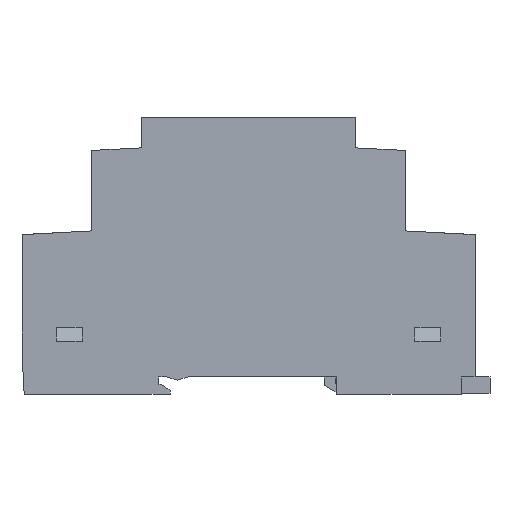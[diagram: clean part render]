
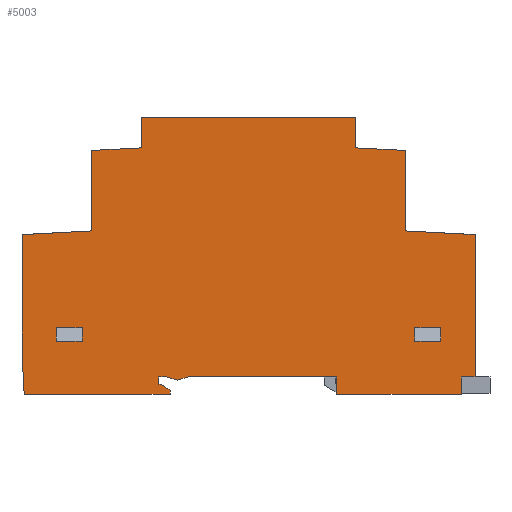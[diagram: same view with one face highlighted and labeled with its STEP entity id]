
A CAD part, left-side view. The second image highlights one B-rep face of the part: STEP entity #5003.
In plain terms, the highlighted planar face has unit normal (-1, 0, 0).
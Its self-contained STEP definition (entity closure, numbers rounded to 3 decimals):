
#336=ORIENTED_EDGE('',*,*,#1818,.T.);
#337=ORIENTED_EDGE('',*,*,#1819,.T.);
#338=ORIENTED_EDGE('',*,*,#1820,.F.);
#339=ORIENTED_EDGE('',*,*,#1821,.F.);
#340=ORIENTED_EDGE('',*,*,#1822,.F.);
#341=ORIENTED_EDGE('',*,*,#1823,.F.);
#342=ORIENTED_EDGE('',*,*,#1824,.F.);
#343=ORIENTED_EDGE('',*,*,#1825,.F.);
#344=ORIENTED_EDGE('',*,*,#1826,.F.);
#345=ORIENTED_EDGE('',*,*,#1827,.F.);
#346=ORIENTED_EDGE('',*,*,#1828,.F.);
#347=ORIENTED_EDGE('',*,*,#1829,.F.);
#348=ORIENTED_EDGE('',*,*,#1830,.F.);
#349=ORIENTED_EDGE('',*,*,#1831,.F.);
#350=ORIENTED_EDGE('',*,*,#1832,.F.);
#351=ORIENTED_EDGE('',*,*,#1833,.F.);
#352=ORIENTED_EDGE('',*,*,#1834,.F.);
#353=ORIENTED_EDGE('',*,*,#1835,.F.);
#354=ORIENTED_EDGE('',*,*,#1836,.F.);
#355=ORIENTED_EDGE('',*,*,#1837,.F.);
#356=ORIENTED_EDGE('',*,*,#1838,.F.);
#357=ORIENTED_EDGE('',*,*,#1839,.F.);
#358=ORIENTED_EDGE('',*,*,#1811,.F.);
#359=ORIENTED_EDGE('',*,*,#1840,.F.);
#360=ORIENTED_EDGE('',*,*,#1841,.F.);
#361=ORIENTED_EDGE('',*,*,#1842,.F.);
#362=ORIENTED_EDGE('',*,*,#1843,.F.);
#363=ORIENTED_EDGE('',*,*,#1844,.F.);
#364=ORIENTED_EDGE('',*,*,#1845,.F.);
#365=ORIENTED_EDGE('',*,*,#1846,.T.);
#366=ORIENTED_EDGE('',*,*,#1847,.T.);
#367=ORIENTED_EDGE('',*,*,#1848,.F.);
#368=ORIENTED_EDGE('',*,*,#1849,.F.);
#1811=EDGE_CURVE('',#2550,#2548,#3037,.T.);
#1818=EDGE_CURVE('',#2557,#2558,#3043,.T.);
#1819=EDGE_CURVE('',#2558,#2559,#3044,.T.);
#1820=EDGE_CURVE('',#2560,#2559,#3045,.T.);
#1821=EDGE_CURVE('',#2557,#2560,#3046,.T.);
#1822=EDGE_CURVE('',#2561,#2562,#3047,.T.);
#1823=EDGE_CURVE('',#2563,#2561,#3048,.T.);
#1824=EDGE_CURVE('',#2564,#2563,#3049,.T.);
#1825=EDGE_CURVE('',#2565,#2564,#3050,.T.);
#1826=EDGE_CURVE('',#2566,#2565,#3051,.T.);
#1827=EDGE_CURVE('',#2567,#2566,#3052,.T.);
#1828=EDGE_CURVE('',#2568,#2567,#3053,.T.);
#1829=EDGE_CURVE('',#2569,#2568,#3054,.T.);
#1830=EDGE_CURVE('',#2570,#2569,#3055,.T.);
#1831=EDGE_CURVE('',#2571,#2570,#3056,.T.);
#1832=EDGE_CURVE('',#2572,#2571,#3057,.T.);
#1833=EDGE_CURVE('',#2573,#2572,#3058,.T.);
#1834=EDGE_CURVE('',#2574,#2573,#3059,.T.);
#1835=EDGE_CURVE('',#2575,#2574,#3060,.T.);
#1836=EDGE_CURVE('',#2576,#2575,#3061,.T.);
#1837=EDGE_CURVE('',#2577,#2576,#3062,.T.);
#1838=EDGE_CURVE('',#2578,#2577,#3063,.T.);
#1839=EDGE_CURVE('',#2548,#2578,#3064,.T.);
#1840=EDGE_CURVE('',#2579,#2550,#3065,.T.);
#1841=EDGE_CURVE('',#2580,#2579,#3066,.T.);
#1842=EDGE_CURVE('',#2581,#2580,#3067,.T.);
#1843=EDGE_CURVE('',#2582,#2581,#3068,.T.);
#1844=EDGE_CURVE('',#2583,#2582,#3069,.T.);
#1845=EDGE_CURVE('',#2562,#2583,#3070,.T.);
#1846=EDGE_CURVE('',#2584,#2585,#3071,.T.);
#1847=EDGE_CURVE('',#2585,#2586,#3072,.T.);
#1848=EDGE_CURVE('',#2587,#2586,#3073,.T.);
#1849=EDGE_CURVE('',#2584,#2587,#3074,.T.);
#2548=VERTEX_POINT('',#7360);
#2550=VERTEX_POINT('',#7364);
#2557=VERTEX_POINT('',#7382);
#2558=VERTEX_POINT('',#7383);
#2559=VERTEX_POINT('',#7385);
#2560=VERTEX_POINT('',#7387);
#2561=VERTEX_POINT('',#7390);
#2562=VERTEX_POINT('',#7391);
#2563=VERTEX_POINT('',#7393);
#2564=VERTEX_POINT('',#7395);
#2565=VERTEX_POINT('',#7397);
#2566=VERTEX_POINT('',#7399);
#2567=VERTEX_POINT('',#7401);
#2568=VERTEX_POINT('',#7403);
#2569=VERTEX_POINT('',#7405);
#2570=VERTEX_POINT('',#7407);
#2571=VERTEX_POINT('',#7409);
#2572=VERTEX_POINT('',#7411);
#2573=VERTEX_POINT('',#7413);
#2574=VERTEX_POINT('',#7415);
#2575=VERTEX_POINT('',#7417);
#2576=VERTEX_POINT('',#7419);
#2577=VERTEX_POINT('',#7421);
#2578=VERTEX_POINT('',#7423);
#2579=VERTEX_POINT('',#7426);
#2580=VERTEX_POINT('',#7428);
#2581=VERTEX_POINT('',#7430);
#2582=VERTEX_POINT('',#7432);
#2583=VERTEX_POINT('',#7434);
#2584=VERTEX_POINT('',#7437);
#2585=VERTEX_POINT('',#7438);
#2586=VERTEX_POINT('',#7440);
#2587=VERTEX_POINT('',#7442);
#3037=LINE('',#7365,#3633);
#3043=LINE('',#7381,#3639);
#3044=LINE('',#7384,#3640);
#3045=LINE('',#7386,#3641);
#3046=LINE('',#7388,#3642);
#3047=LINE('',#7389,#3643);
#3048=LINE('',#7392,#3644);
#3049=LINE('',#7394,#3645);
#3050=LINE('',#7396,#3646);
#3051=LINE('',#7398,#3647);
#3052=LINE('',#7400,#3648);
#3053=LINE('',#7402,#3649);
#3054=LINE('',#7404,#3650);
#3055=LINE('',#7406,#3651);
#3056=LINE('',#7408,#3652);
#3057=LINE('',#7410,#3653);
#3058=LINE('',#7412,#3654);
#3059=LINE('',#7414,#3655);
#3060=LINE('',#7416,#3656);
#3061=LINE('',#7418,#3657);
#3062=LINE('',#7420,#3658);
#3063=LINE('',#7422,#3659);
#3064=LINE('',#7424,#3660);
#3065=LINE('',#7425,#3661);
#3066=LINE('',#7427,#3662);
#3067=LINE('',#7429,#3663);
#3068=LINE('',#7431,#3664);
#3069=LINE('',#7433,#3665);
#3070=LINE('',#7435,#3666);
#3071=LINE('',#7436,#3667);
#3072=LINE('',#7439,#3668);
#3073=LINE('',#7441,#3669);
#3074=LINE('',#7443,#3670);
#3633=VECTOR('',#5840,1000.);
#3639=VECTOR('',#5854,1000.);
#3640=VECTOR('',#5855,1000.);
#3641=VECTOR('',#5856,1000.);
#3642=VECTOR('',#5857,1000.);
#3643=VECTOR('',#5858,1000.);
#3644=VECTOR('',#5859,1000.);
#3645=VECTOR('',#5860,1000.);
#3646=VECTOR('',#5861,1000.);
#3647=VECTOR('',#5862,1000.);
#3648=VECTOR('',#5863,1000.);
#3649=VECTOR('',#5864,1000.);
#3650=VECTOR('',#5865,1000.);
#3651=VECTOR('',#5866,1000.);
#3652=VECTOR('',#5867,1000.);
#3653=VECTOR('',#5868,1000.);
#3654=VECTOR('',#5869,1000.);
#3655=VECTOR('',#5870,1000.);
#3656=VECTOR('',#5871,1000.);
#3657=VECTOR('',#5872,1000.);
#3658=VECTOR('',#5873,1000.);
#3659=VECTOR('',#5874,1000.);
#3660=VECTOR('',#5875,1000.);
#3661=VECTOR('',#5876,1000.);
#3662=VECTOR('',#5877,1000.);
#3663=VECTOR('',#5878,1000.);
#3664=VECTOR('',#5879,1000.);
#3665=VECTOR('',#5880,1000.);
#3666=VECTOR('',#5881,1000.);
#3667=VECTOR('',#5882,1000.);
#3668=VECTOR('',#5883,1000.);
#3669=VECTOR('',#5884,1000.);
#3670=VECTOR('',#5885,1000.);
#4162=EDGE_LOOP('',(#336,#337,#338,#339));
#4163=EDGE_LOOP('',(#340,#341,#342,#343,#344,#345,#346,#347,#348,#349,#350,
#351,#352,#353,#354,#355,#356,#357,#358,#359,#360,#361,#362,#363,#364));
#4164=EDGE_LOOP('',(#365,#366,#367,#368));
#4480=FACE_BOUND('',#4162,.T.);
#4481=FACE_BOUND('',#4163,.T.);
#4482=FACE_BOUND('',#4164,.T.);
#4794=PLANE('',#5313);
#5003=ADVANCED_FACE('',(#4480,#4481,#4482),#4794,.F.);
#5313=AXIS2_PLACEMENT_3D('',#7380,#5852,#5853);
#5840=DIRECTION('',(0.,1.,0.));
#5852=DIRECTION('',(1.,0.,0.));
#5853=DIRECTION('',(0.,0.,-1.));
#5854=DIRECTION('',(0.,0.,1.));
#5855=DIRECTION('',(0.,-1.,0.));
#5856=DIRECTION('',(0.,0.,1.));
#5857=DIRECTION('',(0.,-1.,0.));
#5858=DIRECTION('',(0.,0.,1.));
#5859=DIRECTION('',(0.,-0.999,0.052));
#5860=DIRECTION('',(0.,0.,1.));
#5861=DIRECTION('',(0.,-0.999,0.052));
#5862=DIRECTION('',(0.,0.,1.));
#5863=DIRECTION('',(0.,0.052,0.999));
#5864=DIRECTION('',(0.,1.,0.));
#5865=DIRECTION('',(0.,0.,-1.));
#5866=DIRECTION('',(0.,-0.819,-0.574));
#5867=DIRECTION('',(0.,-1.,0.));
#5868=DIRECTION('',(0.,0.,-1.));
#5869=DIRECTION('',(0.,1.,0.));
#5870=DIRECTION('',(0.,0.961,0.276));
#5871=DIRECTION('',(0.,0.961,-0.276));
#5872=DIRECTION('',(0.,1.,0.));
#5873=DIRECTION('',(0.,0.,1.));
#5874=DIRECTION('',(0.,1.,0.));
#5875=DIRECTION('',(0.,0.,-1.));
#5876=DIRECTION('',(0.,0.,-1.));
#5877=DIRECTION('',(0.,-0.999,-0.052));
#5878=DIRECTION('',(0.,0.,-1.));
#5879=DIRECTION('',(0.,-0.999,-0.052));
#5880=DIRECTION('',(0.,0.,-1.));
#5881=DIRECTION('',(0.,-1.,0.));
#5882=DIRECTION('',(0.,0.,1.));
#5883=DIRECTION('',(0.,-1.,0.));
#5884=DIRECTION('',(0.,0.,1.));
#5885=DIRECTION('',(0.,-1.,0.));
#7360=CARTESIAN_POINT('',(-9.,2.8,3.5));
#7364=CARTESIAN_POINT('',(-9.,0.,3.5));
#7365=CARTESIAN_POINT('',(-9.,0.,3.5));
#7380=CARTESIAN_POINT('',(-9.,0.,0.));
#7381=CARTESIAN_POINT('',(-9.,12.1,10.7));
#7382=CARTESIAN_POINT('',(-9.,12.1,10.7));
#7383=CARTESIAN_POINT('',(-9.,12.1,13.4));
#7384=CARTESIAN_POINT('',(-9.,12.1,13.4));
#7385=CARTESIAN_POINT('',(-9.,6.9,13.4));
#7386=CARTESIAN_POINT('',(-9.,6.9,10.7));
#7387=CARTESIAN_POINT('',(-9.,6.9,10.7));
#7388=CARTESIAN_POINT('',(-9.,12.1,10.7));
#7389=CARTESIAN_POINT('',(-9.,67.,49.524));
#7390=CARTESIAN_POINT('',(-9.,67.,49.524));
#7391=CARTESIAN_POINT('',(-9.,67.,55.6));
#7392=CARTESIAN_POINT('',(-9.,77.,49.));
#7393=CARTESIAN_POINT('',(-9.,77.,49.));
#7394=CARTESIAN_POINT('',(-9.,77.,32.834));
#7395=CARTESIAN_POINT('',(-9.,77.,32.834));
#7396=CARTESIAN_POINT('',(-9.,91.,32.1));
#7397=CARTESIAN_POINT('',(-9.,91.,32.1));
#7398=CARTESIAN_POINT('',(-9.,91.,8.3));
#7399=CARTESIAN_POINT('',(-9.,91.,8.3));
#7400=CARTESIAN_POINT('',(-9.,90.565,0.));
#7401=CARTESIAN_POINT('',(-9.,90.565,0.));
#7402=CARTESIAN_POINT('',(-9.,61.25,0.));
#7403=CARTESIAN_POINT('',(-9.,61.25,0.));
#7404=CARTESIAN_POINT('',(-9.,61.25,0.79));
#7405=CARTESIAN_POINT('',(-9.,61.25,0.79));
#7406=CARTESIAN_POINT('',(-9.,62.978,2.));
#7407=CARTESIAN_POINT('',(-9.,62.978,2.));
#7408=CARTESIAN_POINT('',(-9.,63.55,2.));
#7409=CARTESIAN_POINT('',(-9.,63.55,2.));
#7410=CARTESIAN_POINT('',(-9.,63.55,3.5));
#7411=CARTESIAN_POINT('',(-9.,63.55,3.5));
#7412=CARTESIAN_POINT('',(-9.,61.98,3.5));
#7413=CARTESIAN_POINT('',(-9.,61.98,3.5));
#7414=CARTESIAN_POINT('',(-9.,59.78,2.869));
#7415=CARTESIAN_POINT('',(-9.,59.78,2.869));
#7416=CARTESIAN_POINT('',(-9.,57.58,3.5));
#7417=CARTESIAN_POINT('',(-9.,57.58,3.5));
#7418=CARTESIAN_POINT('',(-9.,27.75,3.5));
#7419=CARTESIAN_POINT('',(-9.,27.75,3.5));
#7420=CARTESIAN_POINT('',(-9.,27.75,0.));
#7421=CARTESIAN_POINT('',(-9.,27.75,0.));
#7422=CARTESIAN_POINT('',(-9.,2.8,0.));
#7423=CARTESIAN_POINT('',(-9.,2.8,0.));
#7424=CARTESIAN_POINT('',(-9.,2.8,3.5));
#7425=CARTESIAN_POINT('',(-9.,0.,32.1));
#7426=CARTESIAN_POINT('',(-9.,0.,32.1));
#7427=CARTESIAN_POINT('',(-9.,14.,32.834));
#7428=CARTESIAN_POINT('',(-9.,14.,32.834));
#7429=CARTESIAN_POINT('',(-9.,14.,49.));
#7430=CARTESIAN_POINT('',(-9.,14.,49.));
#7431=CARTESIAN_POINT('',(-9.,24.,49.524));
#7432=CARTESIAN_POINT('',(-9.,24.,49.524));
#7433=CARTESIAN_POINT('',(-9.,24.,55.6));
#7434=CARTESIAN_POINT('',(-9.,24.,55.6));
#7435=CARTESIAN_POINT('',(-9.,67.,55.6));
#7436=CARTESIAN_POINT('',(-9.,84.1,10.7));
#7437=CARTESIAN_POINT('',(-9.,84.1,10.7));
#7438=CARTESIAN_POINT('',(-9.,84.1,13.4));
#7439=CARTESIAN_POINT('',(-9.,84.1,13.4));
#7440=CARTESIAN_POINT('',(-9.,78.9,13.4));
#7441=CARTESIAN_POINT('',(-9.,78.9,10.7));
#7442=CARTESIAN_POINT('',(-9.,78.9,10.7));
#7443=CARTESIAN_POINT('',(-9.,84.1,10.7));
